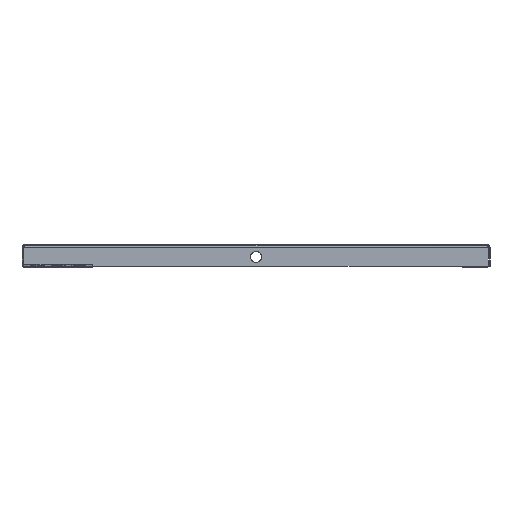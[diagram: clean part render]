
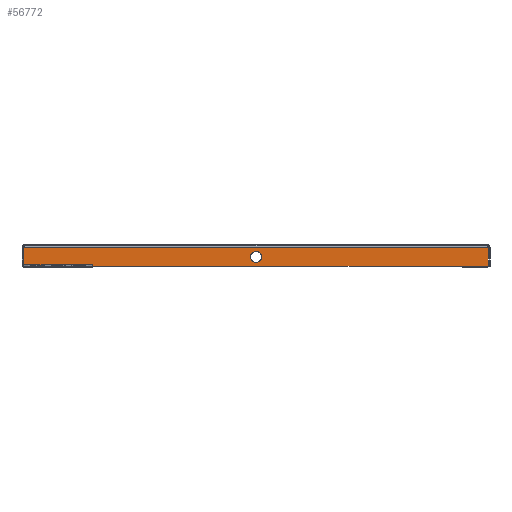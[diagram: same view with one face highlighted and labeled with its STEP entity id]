
A CAD part, left-side view. The second image highlights one B-rep face of the part: STEP entity #56772.
In plain terms, the highlighted free-form (B-spline) face has degree [1, 1] with [2, 2] control points.
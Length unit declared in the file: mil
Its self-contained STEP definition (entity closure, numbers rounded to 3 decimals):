
#1287 = EDGE_CURVE ( 'NONE', #73072, #22968, #39924, .T. ) ;
#1363 = CARTESIAN_POINT ( 'NONE',  ( -22338.583, 27.839, -614.173 ) ) ;
#2140 = CARTESIAN_POINT ( 'NONE',  ( -22338.583, 13308.775, -74.803 ) ) ;
#2313 = EDGE_CURVE ( 'NONE', #54351, #60151, #60400, .T. ) ;
#2843 = CARTESIAN_POINT ( 'NONE',  ( -22338.583, 6353.15, -501.969 ) ) ;
#5499 = CARTESIAN_POINT ( 'NONE',  ( -22338.583, 11340.271, -562.992 ) ) ;
#10250 = FACE_OUTER_BOUND ( 'NONE', #61847, .T. ) ;
#10320 = ORIENTED_EDGE ( 'NONE', *, *, #11747, .F. ) ;
#10626 = CARTESIAN_POINT ( 'NONE',  ( -22338.583, 13308.775, -614.173 ) ) ;
#10765 = CARTESIAN_POINT ( 'NONE',  ( -22338.583, 27.839, -614.173 ) ) ;
#11747 = EDGE_CURVE ( 'NONE', #73072, #40107, #66903, .T. ) ;
#12801 = CARTESIAN_POINT ( 'NONE',  ( -22338.583, 11340.271, -562.992 ) ) ;
#12966 = CARTESIAN_POINT ( 'NONE',  ( -22338.583, 6668.11, -501.969 ) ) ;
#13556 = VERTEX_POINT ( 'NONE', #54263 ) ;
#13813 = CARTESIAN_POINT ( 'NONE',  ( -22338.583, 13308.775, -74.803 ) ) ;
#17611 = CARTESIAN_POINT ( 'NONE',  ( -22338.583, 13308.775, -562.992 ) ) ;
#19438 = CARTESIAN_POINT ( 'NONE',  ( -22338.583, 27.839, -74.803 ) ) ;
#20221 = EDGE_CURVE ( 'NONE', #40107, #54351, #54876, .T. ) ;
#22968 = VERTEX_POINT ( 'NONE', #47095 ) ;
#22981 = CARTESIAN_POINT ( 'NONE',  ( -22338.583, 27.839, -74.803 ) ) ;
#24335 = CARTESIAN_POINT ( 'NONE',  ( -22338.583, 6668.11, -187.008 ) ) ;
#30578 = CARTESIAN_POINT ( 'NONE',  ( -22338.583, 6760.36, -187.008 ) ) ;
#30941 = CARTESIAN_POINT ( 'NONE',  ( -22338.583, 6825.591, -344.488 ) ) ;
#31102 = VERTEX_POINT ( 'NONE', #24335 ) ;
#32015 = ORIENTED_EDGE ( 'NONE', *, *, #48859, .F. ) ;
#32574 = ORIENTED_EDGE ( 'NONE', *, *, #72782, .F. ) ;
#34073 = EDGE_LOOP ( 'NONE', ( #34621, #32015 ) ) ;
#34459 = CARTESIAN_POINT ( 'NONE',  ( -22338.583, 13308.775, -562.992 ) ) ;
#34472 = ORIENTED_EDGE ( 'NONE', *, *, #1287, .T. ) ;
#34543 = B_SPLINE_SURFACE_WITH_KNOTS ( 'NONE', 1, 1, ( 
 ( #22981, #61979 ),
 ( #38726, #10626 ) ),
 .UNSPECIFIED., .F., .F., .F.,
 ( 2, 2 ),
 ( 2, 2 ),
 ( 0., 1. ),
 ( 0., 1. ),
 .UNSPECIFIED. ) ;
#34621 = ORIENTED_EDGE ( 'NONE', *, *, #69736, .F. ) ;
#35175 = ORIENTED_EDGE ( 'NONE', *, *, #2313, .F. ) ;
#38726 = CARTESIAN_POINT ( 'NONE',  ( -22338.583, 27.839, -614.173 ) ) ;
#39924 = B_SPLINE_CURVE_WITH_KNOTS ( 'NONE', 1,
 ( #19438, #13813 ),
 .UNSPECIFIED., .F., .F.,
 ( 2, 2 ),
 ( 0., 1. ),
 .UNSPECIFIED. ) ;
#40107 = VERTEX_POINT ( 'NONE', #65226 ) ;
#40779 = CARTESIAN_POINT ( 'NONE',  ( -22338.583, 11340.271, -562.992 ) ) ;
#40969 = ORIENTED_EDGE ( 'NONE', *, *, #20221, .F. ) ;
#41260 = CARTESIAN_POINT ( 'NONE',  ( -22338.583, 11340.271, -614.173 ) ) ;
#42993 = CARTESIAN_POINT ( 'NONE',  ( -22338.583, 6353.15, -187.008 ) ) ;
#43051 =( BOUNDED_CURVE ( )  B_SPLINE_CURVE ( 3, ( #69940, #30578, #47466, #30941, #52730, #47092, #12966 ),
 .UNSPECIFIED., .F., .T. ) 
 B_SPLINE_CURVE_WITH_KNOTS ( ( 4, 3, 4 ),
 ( -3.142, -1.571, 0. ),
 .UNSPECIFIED. ) 
 CURVE ( )  GEOMETRIC_REPRESENTATION_ITEM ( )  RATIONAL_B_SPLINE_CURVE ( ( 1., 0.805, 0.805, 1., 0.805, 0.805, 1. ) ) 
 REPRESENTATION_ITEM ( '' )  );
#44306 =( BOUNDED_CURVE ( )  B_SPLINE_CURVE ( 3, ( #54268, #2843, #42993, #55024 ),
 .UNSPECIFIED., .F., .T. ) 
 B_SPLINE_CURVE_WITH_KNOTS ( ( 4, 4 ),
 ( -3.142, 0. ),
 .UNSPECIFIED. ) 
 CURVE ( )  GEOMETRIC_REPRESENTATION_ITEM ( )  RATIONAL_B_SPLINE_CURVE ( ( 1., 0.333, 0.333, 1. ) ) 
 REPRESENTATION_ITEM ( '' )  );
#46498 = B_SPLINE_CURVE_WITH_KNOTS ( 'NONE', 1,
 ( #17611, #2140 ),
 .UNSPECIFIED., .F., .F.,
 ( 2, 2 ),
 ( 0., 1. ),
 .UNSPECIFIED. ) ;
#47092 = CARTESIAN_POINT ( 'NONE',  ( -22338.583, 6760.36, -501.969 ) ) ;
#47095 = CARTESIAN_POINT ( 'NONE',  ( -22338.583, 13308.775, -74.803 ) ) ;
#47466 = CARTESIAN_POINT ( 'NONE',  ( -22338.583, 6825.591, -252.238 ) ) ;
#48859 = EDGE_CURVE ( 'NONE', #13556, #31102, #44306, .T. ) ;
#52730 = CARTESIAN_POINT ( 'NONE',  ( -22338.583, 6825.591, -436.738 ) ) ;
#54263 = CARTESIAN_POINT ( 'NONE',  ( -22338.583, 6668.11, -501.969 ) ) ;
#54268 = CARTESIAN_POINT ( 'NONE',  ( -22338.583, 6668.11, -501.969 ) ) ;
#54351 = VERTEX_POINT ( 'NONE', #59732 ) ;
#54853 = ORIENTED_EDGE ( 'NONE', *, *, #72696, .F. ) ;
#54876 = B_SPLINE_CURVE_WITH_KNOTS ( 'NONE', 1,
 ( #1363, #65132 ),
 .UNSPECIFIED., .F., .F.,
 ( 2, 2 ),
 ( 0., 1. ),
 .UNSPECIFIED. ) ;
#55024 = CARTESIAN_POINT ( 'NONE',  ( -22338.583, 6668.11, -187.008 ) ) ;
#56739 = FACE_BOUND ( 'NONE', #34073, .T. ) ;
#56772 = ADVANCED_FACE ( 'NONE', ( #56739, #10250 ), #34543, .F. ) ;
#59732 = CARTESIAN_POINT ( 'NONE',  ( -22338.583, 11340.271, -614.173 ) ) ;
#60071 = B_SPLINE_CURVE_WITH_KNOTS ( 'NONE', 1,
 ( #40779, #63683 ),
 .UNSPECIFIED., .F., .F.,
 ( 2, 2 ),
 ( -1., 0. ),
 .UNSPECIFIED. ) ;
#60151 = VERTEX_POINT ( 'NONE', #5499 ) ;
#60400 = B_SPLINE_CURVE_WITH_KNOTS ( 'NONE', 1,
 ( #41260, #12801 ),
 .UNSPECIFIED., .F., .F.,
 ( 2, 2 ),
 ( 0., 1. ),
 .UNSPECIFIED. ) ;
#61847 = EDGE_LOOP ( 'NONE', ( #35175, #40969, #10320, #34472, #32574, #54853 ) ) ;
#61979 = CARTESIAN_POINT ( 'NONE',  ( -22338.583, 13308.775, -74.803 ) ) ;
#63683 = CARTESIAN_POINT ( 'NONE',  ( -22338.583, 13308.775, -562.992 ) ) ;
#64349 = CARTESIAN_POINT ( 'NONE',  ( -22338.583, 27.839, -74.803 ) ) ;
#65132 = CARTESIAN_POINT ( 'NONE',  ( -22338.583, 11340.271, -614.173 ) ) ;
#65226 = CARTESIAN_POINT ( 'NONE',  ( -22338.583, 27.839, -614.173 ) ) ;
#66903 = B_SPLINE_CURVE_WITH_KNOTS ( 'NONE', 1,
 ( #73747, #10765 ),
 .UNSPECIFIED., .F., .F.,
 ( 2, 2 ),
 ( 0., 1. ),
 .UNSPECIFIED. ) ;
#69736 = EDGE_CURVE ( 'NONE', #31102, #13556, #43051, .T. ) ;
#69940 = CARTESIAN_POINT ( 'NONE',  ( -22338.583, 6668.11, -187.008 ) ) ;
#70463 = VERTEX_POINT ( 'NONE', #34459 ) ;
#72696 = EDGE_CURVE ( 'NONE', #60151, #70463, #60071, .T. ) ;
#72782 = EDGE_CURVE ( 'NONE', #70463, #22968, #46498, .T. ) ;
#73072 = VERTEX_POINT ( 'NONE', #64349 ) ;
#73747 = CARTESIAN_POINT ( 'NONE',  ( -22338.583, 27.839, -74.803 ) ) ;
